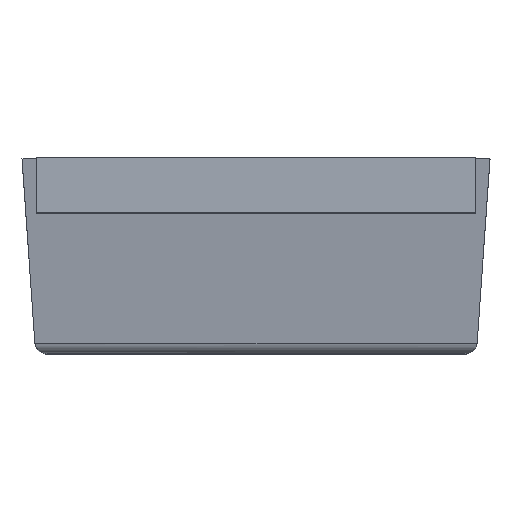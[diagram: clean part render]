
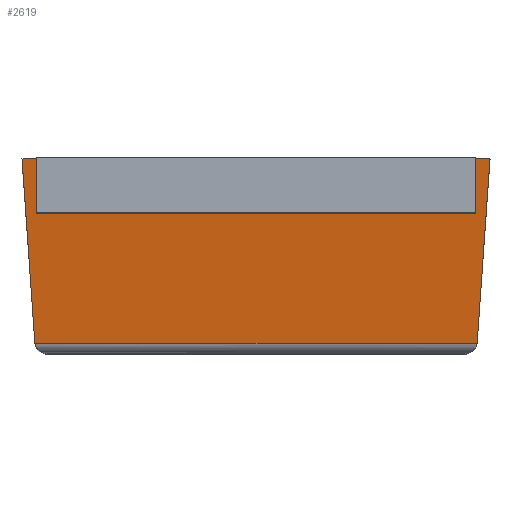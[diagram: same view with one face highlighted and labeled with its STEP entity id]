
A CAD part, top view. The second image highlights one B-rep face of the part: STEP entity #2619.
In plain terms, the highlighted planar face has unit normal (0, -0.139, 0.99).
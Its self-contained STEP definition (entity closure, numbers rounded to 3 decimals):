
#25 = EDGE_CURVE ( 'NONE', #2639, #1583, #2183, .T. ) ;
#29 = ORIENTED_EDGE ( 'NONE', *, *, #32, .T. ) ;
#30 = VERTEX_POINT ( 'NONE', #2179 ) ;
#32 = EDGE_CURVE ( 'NONE', #30, #2612, #2209, .T. ) ;
#33 = EDGE_CURVE ( 'NONE', #41, #30, #2203, .T. ) ;
#34 = ORIENTED_EDGE ( 'NONE', *, *, #40, .T. ) ;
#35 = ORIENTED_EDGE ( 'NONE', *, *, #1599, .T. ) ;
#37 = ORIENTED_EDGE ( 'NONE', *, *, #1836, .F. ) ;
#38 = ORIENTED_EDGE ( 'NONE', *, *, #33, .T. ) ;
#40 = EDGE_CURVE ( 'NONE', #1604, #41, #2234, .T. ) ;
#41 = VERTEX_POINT ( 'NONE', #2230 ) ;
#413 = DIRECTION ( 'NONE',  ( 1., 0., 0. ) ) ;
#414 = VECTOR ( 'NONE', #413, 1000. ) ;
#415 = CARTESIAN_POINT ( 'NONE',  ( -9.157, 1.875, 23.334 ) ) ;
#416 = LINE ( 'NONE', #415, #414 ) ;
#1332 = FACE_OUTER_BOUND ( 'NONE', #2614, .T. ) ;
#1333 = CARTESIAN_POINT ( 'NONE',  ( 7.837, -1.237, 22.896 ) ) ;
#1339 = CARTESIAN_POINT ( 'NONE',  ( -2.757, -1.237, 22.896 ) ) ;
#1340 = CARTESIAN_POINT ( 'NONE',  ( 7.84, -1.216, 22.899 ) ) ;
#1341 = DIRECTION ( 'NONE',  ( 1., 0., 0. ) ) ;
#1342 = VECTOR ( 'NONE', #1341, 1000. ) ;
#1343 = CARTESIAN_POINT ( 'NONE',  ( 7.82, -1.237, 22.896 ) ) ;
#1344 = LINE ( 'NONE', #1343, #1342 ) ;
#1375 = DIRECTION ( 'NONE',  ( 0., -0.99, -0.139 ) ) ;
#1376 = DIRECTION ( 'NONE',  ( 0., -0.139, 0.99 ) ) ;
#1377 = CARTESIAN_POINT ( 'NONE',  ( 7.82, -1.495, 22.86 ) ) ;
#1378 = AXIS2_PLACEMENT_3D ( 'NONE', #1377, #1376, #1375 ) ;
#1379 = PLANE ( 'NONE',  #1378 ) ;
#1383 =( BOUNDED_CURVE ( )  B_SPLINE_CURVE ( 3, ( #1430, #1429, #1428, #1427 ),
 .UNSPECIFIED., .F., .T. ) 
 B_SPLINE_CURVE_WITH_KNOTS ( ( 4, 4 ),
 ( 4.573, 4.643 ),
 .UNSPECIFIED. ) 
 CURVE ( )  GEOMETRIC_REPRESENTATION_ITEM ( )  RATIONAL_B_SPLINE_CURVE ( ( 1., 1., 1., 1. ) ) 
 REPRESENTATION_ITEM ( '' )  );
#1388 = CARTESIAN_POINT ( 'NONE',  ( 8.147, 3.175, 23.516 ) ) ;
#1415 = DIRECTION ( 'NONE',  ( -0.069, -0.988, -0.139 ) ) ;
#1416 = VECTOR ( 'NONE', #1415, 1000. ) ;
#1417 = CARTESIAN_POINT ( 'NONE',  ( 7.82, -1.495, 22.86 ) ) ;
#1418 = LINE ( 'NONE', #1417, #1416 ) ;
#1427 = CARTESIAN_POINT ( 'NONE',  ( 7.84, -1.216, 22.899 ) ) ;
#1428 = CARTESIAN_POINT ( 'NONE',  ( 7.839, -1.223, 22.898 ) ) ;
#1429 = CARTESIAN_POINT ( 'NONE',  ( 7.838, -1.23, 22.897 ) ) ;
#1430 = CARTESIAN_POINT ( 'NONE',  ( 7.837, -1.237, 22.896 ) ) ;
#1583 = VERTEX_POINT ( 'NONE', #2278 ) ;
#1593 = VERTEX_POINT ( 'NONE', #2267 ) ;
#1595 = EDGE_CURVE ( 'NONE', #1593, #1583, #2266, .T. ) ;
#1599 = EDGE_CURVE ( 'NONE', #1603, #1604, #2351, .T. ) ;
#1603 = VERTEX_POINT ( 'NONE', #2347 ) ;
#1604 = VERTEX_POINT ( 'NONE', #2346 ) ;
#1836 = EDGE_CURVE ( 'NONE', #1603, #1593, #416, .T. ) ;
#2179 = CARTESIAN_POINT ( 'NONE',  ( -2.76, -1.216, 22.899 ) ) ;
#2180 = DIRECTION ( 'NONE',  ( -1., 0., 0. ) ) ;
#2181 = VECTOR ( 'NONE', #2180, 1000. ) ;
#2182 = CARTESIAN_POINT ( 'NONE',  ( 7.82, 3.175, 23.516 ) ) ;
#2183 = LINE ( 'NONE', #2182, #2181 ) ;
#2200 = DIRECTION ( 'NONE',  ( 0.069, -0.988, -0.139 ) ) ;
#2201 = VECTOR ( 'NONE', #2200, 1000. ) ;
#2202 = CARTESIAN_POINT ( 'NONE',  ( -2.69, -2.216, 22.759 ) ) ;
#2203 = LINE ( 'NONE', #2202, #2201 ) ;
#2205 = CARTESIAN_POINT ( 'NONE',  ( -2.757, -1.237, 22.896 ) ) ;
#2206 = CARTESIAN_POINT ( 'NONE',  ( -2.758, -1.23, 22.897 ) ) ;
#2207 = CARTESIAN_POINT ( 'NONE',  ( -2.759, -1.223, 22.898 ) ) ;
#2208 = CARTESIAN_POINT ( 'NONE',  ( -2.76, -1.216, 22.899 ) ) ;
#2209 =( BOUNDED_CURVE ( )  B_SPLINE_CURVE ( 3, ( #2208, #2207, #2206, #2205 ),
 .UNSPECIFIED., .F., .T. ) 
 B_SPLINE_CURVE_WITH_KNOTS ( ( 4, 4 ),
 ( 4.782, 4.852 ),
 .UNSPECIFIED. ) 
 CURVE ( )  GEOMETRIC_REPRESENTATION_ITEM ( )  RATIONAL_B_SPLINE_CURVE ( ( 1., 1., 1., 1. ) ) 
 REPRESENTATION_ITEM ( '' )  );
#2230 = CARTESIAN_POINT ( 'NONE',  ( -3.067, 3.175, 23.516 ) ) ;
#2231 = DIRECTION ( 'NONE',  ( -1., 0., 0. ) ) ;
#2232 = VECTOR ( 'NONE', #2231, 1000. ) ;
#2233 = CARTESIAN_POINT ( 'NONE',  ( 7.82, 3.175, 23.516 ) ) ;
#2234 = LINE ( 'NONE', #2233, #2232 ) ;
#2266 = LINE ( 'NONE', #2321, #2320 ) ;
#2267 = CARTESIAN_POINT ( 'NONE',  ( 7.81, 1.875, 23.334 ) ) ;
#2278 = CARTESIAN_POINT ( 'NONE',  ( 7.81, 3.175, 23.516 ) ) ;
#2319 = DIRECTION ( 'NONE',  ( 0., 0.99, 0.139 ) ) ;
#2320 = VECTOR ( 'NONE', #2319, 1000. ) ;
#2321 = CARTESIAN_POINT ( 'NONE',  ( 7.81, -1.495, 22.86 ) ) ;
#2346 = CARTESIAN_POINT ( 'NONE',  ( -2.73, 3.175, 23.516 ) ) ;
#2347 = CARTESIAN_POINT ( 'NONE',  ( -2.73, 1.875, 23.334 ) ) ;
#2348 = DIRECTION ( 'NONE',  ( 0., 0.99, 0.139 ) ) ;
#2349 = VECTOR ( 'NONE', #2348, 1000. ) ;
#2350 = CARTESIAN_POINT ( 'NONE',  ( -2.73, -1.495, 22.86 ) ) ;
#2351 = LINE ( 'NONE', #2350, #2349 ) ;
#2606 = ORIENTED_EDGE ( 'NONE', *, *, #2641, .T. ) ;
#2607 = EDGE_CURVE ( 'NONE', #2612, #2613, #1344, .T. ) ;
#2610 = VERTEX_POINT ( 'NONE', #1340 ) ;
#2612 = VERTEX_POINT ( 'NONE', #1339 ) ;
#2613 = VERTEX_POINT ( 'NONE', #1333 ) ;
#2614 = EDGE_LOOP ( 'NONE', ( #2615, #2606, #2646, #2640, #2644, #37, #35, #34, #38, #29 ) ) ;
#2615 = ORIENTED_EDGE ( 'NONE', *, *, #2607, .T. ) ;
#2619 = ADVANCED_FACE ( 'NONE', ( #1332 ), #1379, .T. ) ;
#2639 = VERTEX_POINT ( 'NONE', #1388 ) ;
#2640 = ORIENTED_EDGE ( 'NONE', *, *, #25, .T. ) ;
#2641 = EDGE_CURVE ( 'NONE', #2613, #2610, #1383, .T. ) ;
#2644 = ORIENTED_EDGE ( 'NONE', *, *, #1595, .F. ) ;
#2646 = ORIENTED_EDGE ( 'NONE', *, *, #2647, .F. ) ;
#2647 = EDGE_CURVE ( 'NONE', #2639, #2610, #1418, .T. ) ;
